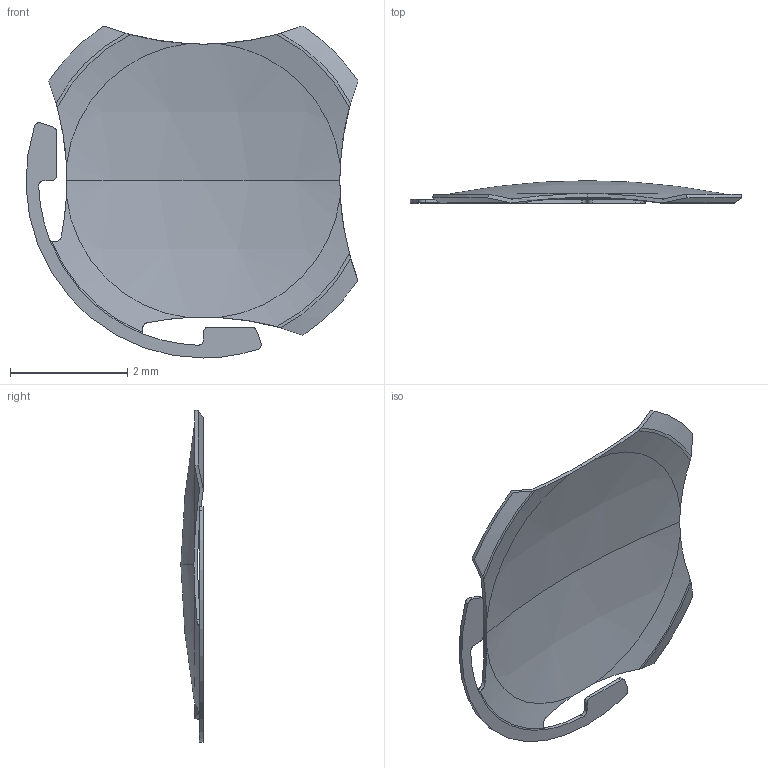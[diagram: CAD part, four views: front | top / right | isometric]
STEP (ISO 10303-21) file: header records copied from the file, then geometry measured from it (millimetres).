
FILE_DESCRIPTION (( 'STEP AP214' ), '1' );
FILE_NAME ('DOME-SG06280N.STEP', '2022-11-21T22:57:30', ( '' ), ( '' ), 'SwSTEP 2.0', 'SolidWorks 2021', '' );
FILE_SCHEMA (( 'AUTOMOTIVE_DESIGN' ));
Length unit declared in the file: inch
Products named in the file (1): DOME-SG06280N
Bounding box: 5.67 x 0.38 x 5.67 mm (x, y, z)
Volume: 1.6 mm3; surface area: 52.3 mm2
Topology: 1 solids, 1 shells, 59 faces, 169 edges, 112 vertices
Faces by surface type: cylinder 22, cone 17, torus 8, plane 8, sphere 4
Entity records: 2150 total; most frequent: CARTESIAN_POINT 646, ORIENTED_EDGE 338, DIRECTION 278, EDGE_CURVE 169, AXIS2_PLACEMENT_3D 120, VERTEX_POINT 112, B_SPLINE_CURVE_WITH_KNOTS 71, CIRCLE 60
